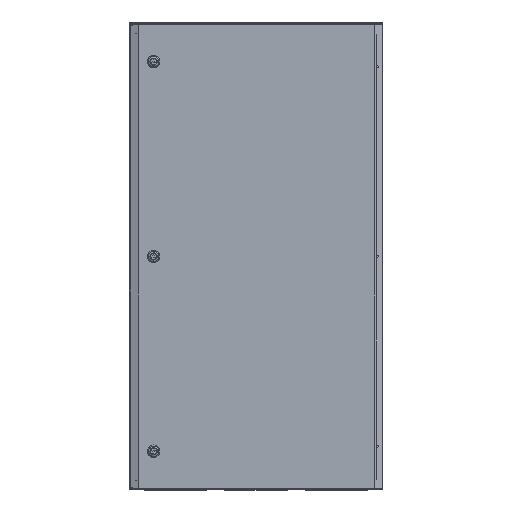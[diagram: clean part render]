
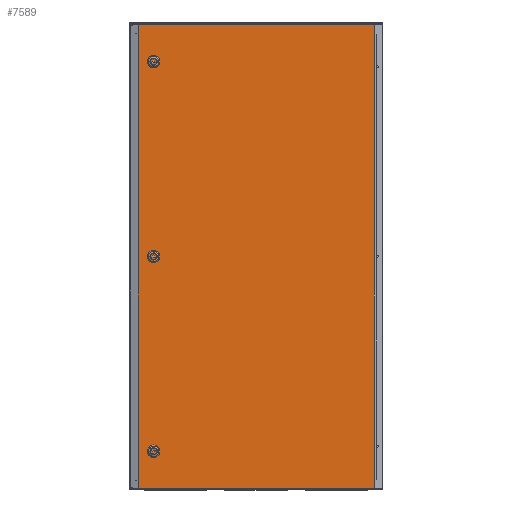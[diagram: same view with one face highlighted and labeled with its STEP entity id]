
A CAD part, top view. The second image highlights one B-rep face of the part: STEP entity #7589.
In plain terms, the highlighted planar face has unit normal (-0.002, 0, 1).
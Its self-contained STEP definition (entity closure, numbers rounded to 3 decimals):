
#709 = CARTESIAN_POINT ( 'NONE',  ( -302.921, 595., 0. ) ) ;
#921 = AXIS2_PLACEMENT_3D ( 'NONE', #5801, #22902, #8236 ) ;
#1441 = AXIS2_PLACEMENT_3D ( 'NONE', #709, #25166, #10476 ) ;
#2014 = AXIS2_PLACEMENT_3D ( 'NONE', #8998, #26106, #11433 ) ;
#2289 = AXIS2_PLACEMENT_3D ( 'NONE', #3097, #20190, #5552 ) ;
#2879 = ORIENTED_EDGE ( 'NONE', *, *, #7562, .T. ) ;
#3097 = CARTESIAN_POINT ( 'NONE',  ( -263.5, -500., 0. ) ) ;
#3245 = EDGE_CURVE ( 'NONE', #31309, #13952, #4812, .T. ) ;
#3575 = CARTESIAN_POINT ( 'NONE',  ( -265., 0., 0. ) ) ;
#3683 = CARTESIAN_POINT ( 'NONE',  ( -263.5, 500., 0. ) ) ;
#3915 = DIRECTION ( 'NONE',  ( 0., -1., 0. ) ) ;
#4276 = CARTESIAN_POINT ( 'NONE',  ( -265., 500., 0. ) ) ;
#4346 = DIRECTION ( 'NONE',  ( 0., 0., 1. ) ) ;
#4563 = DIRECTION ( 'NONE',  ( 0., 0., 1. ) ) ;
#4812 = CIRCLE ( 'NONE', #18932, 1.5 ) ;
#4939 = EDGE_CURVE ( 'NONE', #26027, #26490, #31453, .T. ) ;
#5107 = CIRCLE ( 'NONE', #21485, 1.5 ) ;
#5211 = ORIENTED_EDGE ( 'NONE', *, *, #28997, .F. ) ;
#5521 = CARTESIAN_POINT ( 'NONE',  ( 302.921, 595., 0. ) ) ;
#5552 = DIRECTION ( 'NONE',  ( -1., 0., 0. ) ) ;
#5801 = CARTESIAN_POINT ( 'NONE',  ( -263.5, 500., 0. ) ) ;
#6051 = CARTESIAN_POINT ( 'NONE',  ( -262., -500., 0. ) ) ;
#6119 = DIRECTION ( 'NONE',  ( 1., 0., 0. ) ) ;
#6171 = ORIENTED_EDGE ( 'NONE', *, *, #19948, .F. ) ;
#6231 = VECTOR ( 'NONE', #20146, 1000. ) ;
#6239 = EDGE_LOOP ( 'NONE', ( #5211, #7642 ) ) ;
#6536 = EDGE_CURVE ( 'NONE', #15497, #26647, #7816, .T. ) ;
#7115 = AXIS2_PLACEMENT_3D ( 'NONE', #19178, #4563, #21658 ) ;
#7562 = EDGE_CURVE ( 'NONE', #22366, #26027, #11951, .T. ) ;
#7576 = CARTESIAN_POINT ( 'NONE',  ( -265., -500., 0. ) ) ;
#7589 = ADVANCED_FACE ( 'NONE', ( #11174, #23441, #16949, #10395 ), #17777, .T. ) ;
#7636 = VECTOR ( 'NONE', #25215, 1000. ) ;
#7642 = ORIENTED_EDGE ( 'NONE', *, *, #17665, .F. ) ;
#7816 = CIRCLE ( 'NONE', #7115, 1.5 ) ;
#8236 = DIRECTION ( 'NONE',  ( 1., 0., 0. ) ) ;
#8391 = VECTOR ( 'NONE', #10391, 1000. ) ;
#8556 = EDGE_CURVE ( 'NONE', #13952, #31309, #28297, .T. ) ;
#8640 = ORIENTED_EDGE ( 'NONE', *, *, #19895, .F. ) ;
#8998 = CARTESIAN_POINT ( 'NONE',  ( -263.5, 0., 0. ) ) ;
#9432 = CARTESIAN_POINT ( 'NONE',  ( -302.921, -595., 0. ) ) ;
#9759 = ORIENTED_EDGE ( 'NONE', *, *, #8556, .F. ) ;
#10391 = DIRECTION ( 'NONE',  ( 0., -1., 0. ) ) ;
#10395 = FACE_OUTER_BOUND ( 'NONE', #18070, .T. ) ;
#10476 = DIRECTION ( 'NONE',  ( 1., 0., 0. ) ) ;
#11174 = FACE_BOUND ( 'NONE', #14585, .T. ) ;
#11433 = DIRECTION ( 'NONE',  ( 1., 0., 0. ) ) ;
#11548 = CIRCLE ( 'NONE', #921, 1.5 ) ;
#11951 = LINE ( 'NONE', #17679, #6231 ) ;
#12068 = VECTOR ( 'NONE', #3915, 1000. ) ;
#13952 = VERTEX_POINT ( 'NONE', #7576 ) ;
#14155 = LINE ( 'NONE', #15390, #7636 ) ;
#14585 = EDGE_LOOP ( 'NONE', ( #6171, #28978 ) ) ;
#14672 = EDGE_CURVE ( 'NONE', #22366, #16273, #14897, .T. ) ;
#14897 = LINE ( 'NONE', #5521, #8391 ) ;
#15390 = CARTESIAN_POINT ( 'NONE',  ( -302.921, -595., 0. ) ) ;
#15409 = EDGE_LOOP ( 'NONE', ( #20990, #9759 ) ) ;
#15497 = VERTEX_POINT ( 'NONE', #3575 ) ;
#16273 = VERTEX_POINT ( 'NONE', #21600 ) ;
#16831 = CIRCLE ( 'NONE', #2014, 1.5 ) ;
#16949 = FACE_BOUND ( 'NONE', #6239, .T. ) ;
#16960 = CARTESIAN_POINT ( 'NONE',  ( -302.921, 595., 0. ) ) ;
#17229 = CARTESIAN_POINT ( 'NONE',  ( -262., 0., 0. ) ) ;
#17665 = EDGE_CURVE ( 'NONE', #29716, #29101, #11548, .T. ) ;
#17679 = CARTESIAN_POINT ( 'NONE',  ( -302.921, 595., 0. ) ) ;
#17777 = PLANE ( 'NONE',  #1441 ) ;
#18070 = EDGE_LOOP ( 'NONE', ( #8640, #21199, #2879, #19201 ) ) ;
#18932 = AXIS2_PLACEMENT_3D ( 'NONE', #18973, #4346, #21441 ) ;
#18973 = CARTESIAN_POINT ( 'NONE',  ( -263.5, -500., 0. ) ) ;
#19178 = CARTESIAN_POINT ( 'NONE',  ( -263.5, 0., 0. ) ) ;
#19201 = ORIENTED_EDGE ( 'NONE', *, *, #4939, .T. ) ;
#19330 = CARTESIAN_POINT ( 'NONE',  ( 302.921, 595., 0. ) ) ;
#19895 = EDGE_CURVE ( 'NONE', #16273, #26490, #14155, .T. ) ;
#19948 = EDGE_CURVE ( 'NONE', #26647, #15497, #16831, .T. ) ;
#20146 = DIRECTION ( 'NONE',  ( -1., 0., 0. ) ) ;
#20190 = DIRECTION ( 'NONE',  ( 0., 0., 1. ) ) ;
#20757 = DIRECTION ( 'NONE',  ( 0., 0., 1. ) ) ;
#20990 = ORIENTED_EDGE ( 'NONE', *, *, #3245, .F. ) ;
#21186 = CARTESIAN_POINT ( 'NONE',  ( -262., 500., 0. ) ) ;
#21199 = ORIENTED_EDGE ( 'NONE', *, *, #14672, .F. ) ;
#21441 = DIRECTION ( 'NONE',  ( -1., 0., 0. ) ) ;
#21485 = AXIS2_PLACEMENT_3D ( 'NONE', #3683, #20757, #6119 ) ;
#21600 = CARTESIAN_POINT ( 'NONE',  ( 302.921, -595., 0. ) ) ;
#21658 = DIRECTION ( 'NONE',  ( 1., 0., 0. ) ) ;
#22366 = VERTEX_POINT ( 'NONE', #19330 ) ;
#22902 = DIRECTION ( 'NONE',  ( 0., 0., 1. ) ) ;
#23441 = FACE_BOUND ( 'NONE', #15409, .T. ) ;
#25166 = DIRECTION ( 'NONE',  ( 0., 0., 1. ) ) ;
#25215 = DIRECTION ( 'NONE',  ( -1., 0., 0. ) ) ;
#26027 = VERTEX_POINT ( 'NONE', #16960 ) ;
#26106 = DIRECTION ( 'NONE',  ( 0., 0., 1. ) ) ;
#26490 = VERTEX_POINT ( 'NONE', #9432 ) ;
#26647 = VERTEX_POINT ( 'NONE', #17229 ) ;
#28297 = CIRCLE ( 'NONE', #2289, 1.5 ) ;
#28321 = CARTESIAN_POINT ( 'NONE',  ( -302.921, 595., 0. ) ) ;
#28978 = ORIENTED_EDGE ( 'NONE', *, *, #6536, .F. ) ;
#28997 = EDGE_CURVE ( 'NONE', #29101, #29716, #5107, .T. ) ;
#29101 = VERTEX_POINT ( 'NONE', #21186 ) ;
#29716 = VERTEX_POINT ( 'NONE', #4276 ) ;
#31309 = VERTEX_POINT ( 'NONE', #6051 ) ;
#31453 = LINE ( 'NONE', #28321, #12068 ) ;
